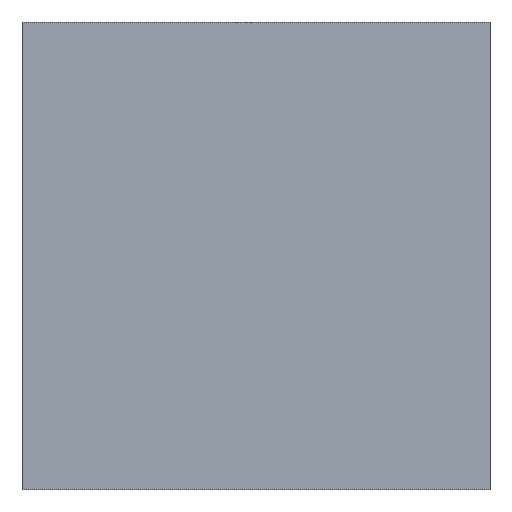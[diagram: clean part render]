
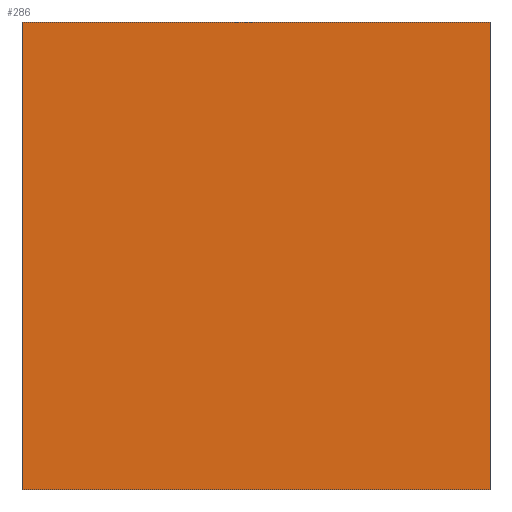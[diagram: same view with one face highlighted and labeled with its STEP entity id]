
A CAD part, top view. The second image highlights one B-rep face of the part: STEP entity #286.
In plain terms, the highlighted planar face has unit normal (0, 0, 1).
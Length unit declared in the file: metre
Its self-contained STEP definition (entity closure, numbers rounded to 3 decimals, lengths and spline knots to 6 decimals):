
#286=ADVANCED_FACE('Base Surface',(#287),#321,.T.);
#287=FACE_BOUND('',#288,.T.);
#288=EDGE_LOOP('',(#289,#299,#307,#315));
#289=ORIENTED_EDGE('',*,*,#290,.T.);
#290=EDGE_CURVE('',#291,#293,#295,.T.);
#291=VERTEX_POINT('',#292);
#292=CARTESIAN_POINT('',(-0.9144,0.9144,0.0));
#293=VERTEX_POINT('',#294);
#294=CARTESIAN_POINT('',(-0.9144,-0.9144,0.0));
#295=LINE('',#296,#297);
#296=CARTESIAN_POINT('',(-0.9144,0.0,0.0));
#297=VECTOR('',#298,1.0);
#298=DIRECTION('',(0.0,-1.0,0.0));
#299=ORIENTED_EDGE('',*,*,#300,.T.);
#300=EDGE_CURVE('',#293,#301,#303,.F.);
#301=VERTEX_POINT('',#302);
#302=CARTESIAN_POINT('',(0.9144,-0.9144,0.0));
#303=LINE('',#304,#305);
#304=CARTESIAN_POINT('',(0.,-0.9144,0.0));
#305=VECTOR('',#306,1.0);
#306=DIRECTION('',(-1.0,0.0,0.0));
#307=ORIENTED_EDGE('',*,*,#308,.T.);
#308=EDGE_CURVE('',#301,#309,#311,.T.);
#309=VERTEX_POINT('',#310);
#310=CARTESIAN_POINT('',(0.9144,0.9144,0.0));
#311=LINE('',#312,#313);
#312=CARTESIAN_POINT('',(0.9144,0.0,0.0));
#313=VECTOR('',#314,1.0);
#314=DIRECTION('',(0.0,1.0,0.0));
#315=ORIENTED_EDGE('',*,*,#316,.T.);
#316=EDGE_CURVE('',#309,#291,#317,.F.);
#317=LINE('',#318,#319);
#318=CARTESIAN_POINT('',(0.,0.9144,0.0));
#319=VECTOR('',#320,1.0);
#320=DIRECTION('',(1.0,0.0,0.0));
#321=PLANE('',#322);
#322=AXIS2_PLACEMENT_3D('',#323,#324,#325);
#323=CARTESIAN_POINT('',(0.0,0.0,0.0));
#324=DIRECTION('',(0.0,0.0,1.0));
#325=DIRECTION('',(1.0,0.0,0.0));
